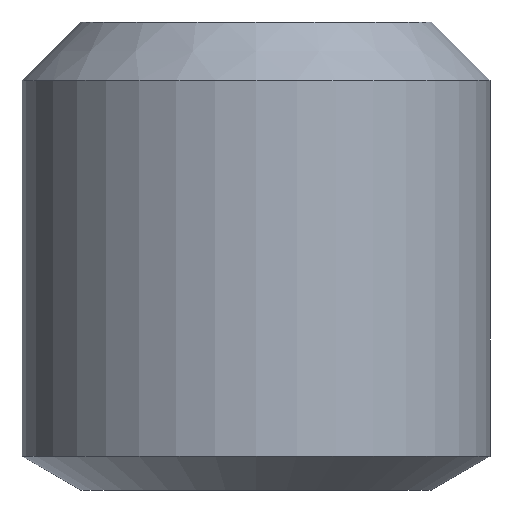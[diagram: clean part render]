
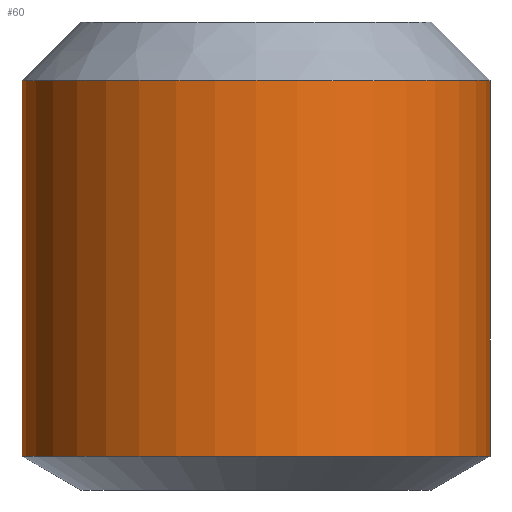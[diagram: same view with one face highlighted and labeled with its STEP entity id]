
A CAD part, front view. The second image highlights one B-rep face of the part: STEP entity #60.
In plain terms, the highlighted cylindrical face has radius 4 mm (diameter 8 mm), a partial arc.
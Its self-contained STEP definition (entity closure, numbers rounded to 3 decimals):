
#60=ADVANCED_FACE('',(#81),#79,.T.);
#79=CYLINDRICAL_SURFACE('',#340,4.);
#81=FACE_OUTER_BOUND('',#99,.T.);
#99=EDGE_LOOP('',(#159,#160,#161,#162));
#119=LINE('',#470,#139);
#120=LINE('',#474,#140);
#139=VECTOR('',#379,1.);
#140=VECTOR('',#382,1.);
#159=ORIENTED_EDGE('',*,*,#263,.T.);
#160=ORIENTED_EDGE('',*,*,#264,.F.);
#161=ORIENTED_EDGE('',*,*,#265,.F.);
#162=ORIENTED_EDGE('',*,*,#266,.T.);
#239=VERTEX_POINT('',#468);
#240=VERTEX_POINT('',#469);
#241=VERTEX_POINT('',#471);
#242=VERTEX_POINT('',#473);
#263=EDGE_CURVE('',#239,#240,#303,.T.);
#264=EDGE_CURVE('',#241,#240,#119,.T.);
#265=EDGE_CURVE('',#242,#241,#304,.T.);
#266=EDGE_CURVE('',#242,#239,#120,.T.);
#303=CIRCLE('',#338,4.);
#304=CIRCLE('',#339,4.);
#338=AXIS2_PLACEMENT_3D('',#467,#377,#378);
#339=AXIS2_PLACEMENT_3D('',#472,#380,#381);
#340=AXIS2_PLACEMENT_3D('',#475,#383,#384);
#377=DIRECTION('',(0.,0.,1.));
#378=DIRECTION('',(-1.,0.,0.));
#379=DIRECTION('',(0.,0.,-1.));
#380=DIRECTION('',(0.,0.,1.));
#381=DIRECTION('',(-1.,0.,0.));
#382=DIRECTION('',(0.,0.,-1.));
#383=DIRECTION('',(0.,0.,1.));
#384=DIRECTION('',(1.,0.,0.));
#467=CARTESIAN_POINT('',(0.,0.,0.577));
#468=CARTESIAN_POINT('',(-4.,0.,0.577));
#469=CARTESIAN_POINT('',(4.,0.,0.577));
#470=CARTESIAN_POINT('',(4.,0.,0.577));
#471=CARTESIAN_POINT('',(4.,0.,7.));
#472=CARTESIAN_POINT('',(0.,0.,7.));
#473=CARTESIAN_POINT('',(-4.,0.,7.));
#474=CARTESIAN_POINT('',(-4.,0.,0.577));
#475=CARTESIAN_POINT('',(0.,0.,-0.4));
